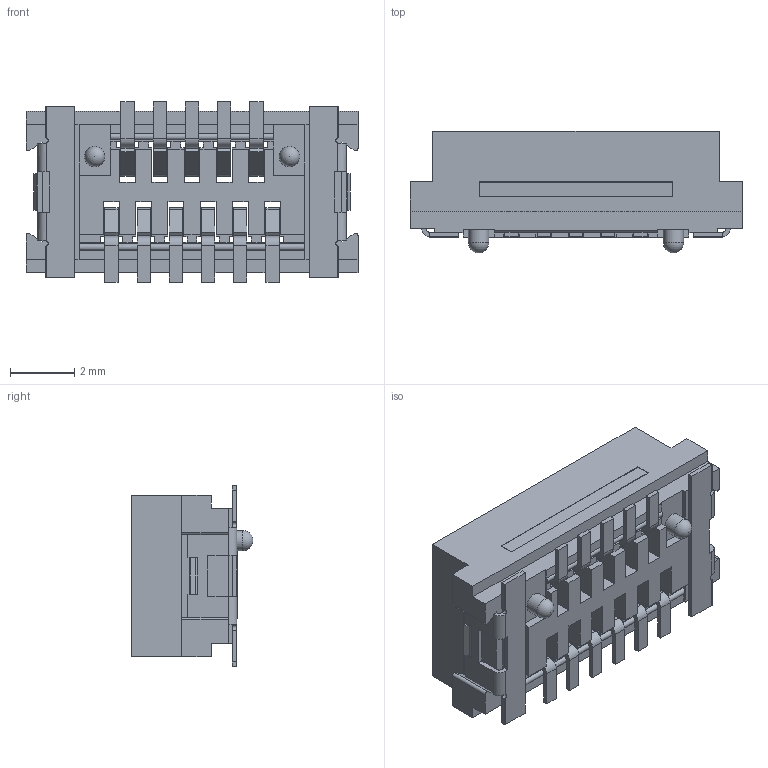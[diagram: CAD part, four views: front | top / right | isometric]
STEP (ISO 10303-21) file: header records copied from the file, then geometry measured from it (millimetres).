
FILE_DESCRIPTION(/* description */ (''),/* implementation_level */ '2;1');
FILE_NAME(/* name */ '10162581-3134111lf.stp',/* time_stamp */ '2023-03-01T21:56:13-05:00',/* author */ ('austi'),/* organization */ ('AFCI'),/* preprocessor_version */ 'ST-DEVELOPER v19',/* originating_system */ 'Autodesk Inventor 2023',/* authorisation */ '');
FILE_SCHEMA (('AUTOMOTIVE_DESIGN { 1 0 10303 214 3 1 1 }'));
Length unit declared in the file: millimetre
Products named in the file (1): 10162581-3134111lf
Bounding box: 10.3 x 3.78 x 5.59 mm (x, y, z)
Volume: 102.1 mm3; surface area: 434.9 mm2
Topology: 1 solids, 1 shells, 555 faces, 1694 edges, 1114 vertices
Faces by surface type: plane 425, cylinder 128, sphere 2
Full cylindrical faces by diameter (mm): 0.63 x2
Entity records: 18895 total; most frequent: ORIENTED_EDGE 3384, CARTESIAN_POINT 3362, DIRECTION 3106, EDGE_CURVE 1692, LINE 1390, VECTOR 1390, VERTEX_POINT 1114, AXIS2_PLACEMENT_3D 858
